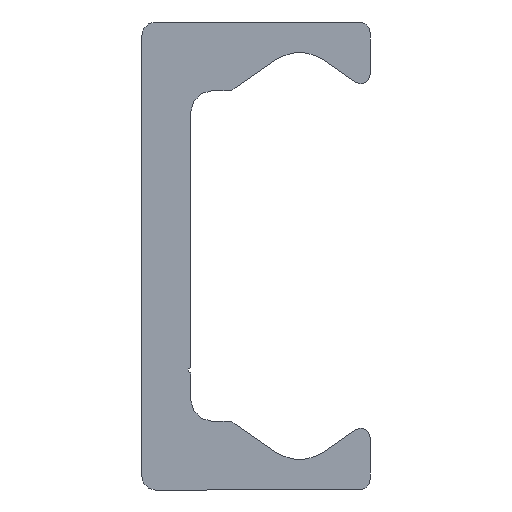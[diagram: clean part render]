
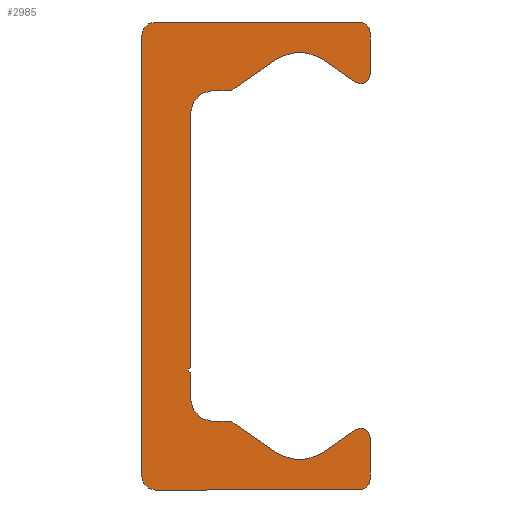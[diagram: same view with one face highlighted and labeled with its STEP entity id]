
A CAD part, left-side view. The second image highlights one B-rep face of the part: STEP entity #2985.
In plain terms, the highlighted planar face has unit normal (-1, 0, 0).
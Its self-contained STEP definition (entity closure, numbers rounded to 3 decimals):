
#1908=CARTESIAN_POINT('',(0.0,9.25,-21.5));
#1909=VERTEX_POINT('',#1908);
#1916=CARTESIAN_POINT('',(0.0,10.5,-20.25));
#1917=VERTEX_POINT('',#1916);
#1918=CARTESIAN_POINT('',(0.0,9.25,-20.25));
#1919=DIRECTION('',(1.0,0.0,0.0));
#1920=DIRECTION('',(0.0,0.0,-1.0));
#1921=AXIS2_PLACEMENT_3D('',#1918,#1919,#1920);
#1922=CIRCLE('',#1921,1.25);
#1923=EDGE_CURVE('',#1909,#1917,#1922,.T.);
#1947=CARTESIAN_POINT('',(0.0,-9.5,-21.5));
#1948=VERTEX_POINT('',#1947);
#1955=CARTESIAN_POINT('',(0.0,-9.5,-21.5));
#1956=DIRECTION('',(0.0,1.0,0.0));
#1957=VECTOR('',#1956,18.75);
#1958=LINE('',#1955,#1957);
#1959=EDGE_CURVE('',#1948,#1909,#1958,.T.);
#1979=CARTESIAN_POINT('',(0.0,-10.5,-20.5));
#1980=VERTEX_POINT('',#1979);
#1987=CARTESIAN_POINT('',(0.0,-9.5,-20.5));
#1988=DIRECTION('',(1.0,0.0,0.0));
#1989=DIRECTION('',(0.0,-1.0,0.0));
#1990=AXIS2_PLACEMENT_3D('',#1987,#1988,#1989);
#1991=CIRCLE('',#1990,1.0);
#1992=EDGE_CURVE('',#1980,#1948,#1991,.T.);
#2011=CARTESIAN_POINT('',(0.0,-10.5,-16.65));
#2012=VERTEX_POINT('',#2011);
#2019=CARTESIAN_POINT('',(0.0,-10.5,-16.65));
#2020=DIRECTION('',(0.0,0.0,-1.0));
#2021=VECTOR('',#2020,3.85);
#2022=LINE('',#2019,#2021);
#2023=EDGE_CURVE('',#2012,#1980,#2022,.T.);
#2043=CARTESIAN_POINT('',(0.0,-9.162,-15.954));
#2044=VERTEX_POINT('',#2043);
#2051=CARTESIAN_POINT('',(0.0,-9.65,-16.65));
#2052=DIRECTION('',(1.0,0.0,0.0));
#2053=DIRECTION('',(0.0,0.574,0.819));
#2054=AXIS2_PLACEMENT_3D('',#2051,#2052,#2053);
#2055=CIRCLE('',#2054,0.85);
#2056=EDGE_CURVE('',#2044,#2012,#2055,.T.);
#2075=CARTESIAN_POINT('',(0.0,-6.294,-17.962));
#2076=VERTEX_POINT('',#2075);
#2083=CARTESIAN_POINT('',(0.0,-6.294,-17.962));
#2084=DIRECTION('',(0.0,-0.819,0.574));
#2085=VECTOR('',#2084,3.501);
#2086=LINE('',#2083,#2085);
#2087=EDGE_CURVE('',#2076,#2044,#2086,.T.);
#2107=CARTESIAN_POINT('',(0.0,-1.706,-17.962));
#2108=VERTEX_POINT('',#2107);
#2115=CARTESIAN_POINT('',(0.0,-4.,-14.685));
#2116=DIRECTION('',(-1.0,0.0,0.0));
#2117=DIRECTION('',(0.0,0.574,0.819));
#2118=AXIS2_PLACEMENT_3D('',#2115,#2116,#2117);
#2119=CIRCLE('',#2118,4.0);
#2120=EDGE_CURVE('',#2108,#2076,#2119,.T.);
#2139=CARTESIAN_POINT('',(0.0,1.981,-15.381));
#2140=VERTEX_POINT('',#2139);
#2147=CARTESIAN_POINT('',(0.0,1.981,-15.381));
#2148=DIRECTION('',(0.0,-0.819,-0.574));
#2149=VECTOR('',#2148,4.5);
#2150=LINE('',#2147,#2149);
#2151=EDGE_CURVE('',#2140,#2108,#2150,.T.);
#2171=CARTESIAN_POINT('',(0.0,2.554,-15.2));
#2172=VERTEX_POINT('',#2171);
#2179=CARTESIAN_POINT('',(0.0,2.554,-16.2));
#2180=DIRECTION('',(1.0,0.0,0.0));
#2181=DIRECTION('',(0.0,0.0,1.0));
#2182=AXIS2_PLACEMENT_3D('',#2179,#2180,#2181);
#2183=CIRCLE('',#2182,1.);
#2184=EDGE_CURVE('',#2172,#2140,#2183,.T.);
#2203=CARTESIAN_POINT('',(0.0,4.0,-15.2));
#2204=VERTEX_POINT('',#2203);
#2211=CARTESIAN_POINT('',(0.0,4.0,-15.2));
#2212=DIRECTION('',(0.0,-1.0,0.0));
#2213=VECTOR('',#2212,1.446);
#2214=LINE('',#2211,#2213);
#2215=EDGE_CURVE('',#2204,#2172,#2214,.T.);
#2235=CARTESIAN_POINT('',(0.0,6.,-13.2));
#2236=VERTEX_POINT('',#2235);
#2243=CARTESIAN_POINT('',(0.0,4.,-13.2));
#2244=DIRECTION('',(-1.0,0.0,0.0));
#2245=DIRECTION('',(0.0,0.0,1.0));
#2246=AXIS2_PLACEMENT_3D('',#2243,#2244,#2245);
#2247=CIRCLE('',#2246,2.0);
#2248=EDGE_CURVE('',#2236,#2204,#2247,.T.);
#2267=CARTESIAN_POINT('',(0.0,6.,-10.75));
#2268=VERTEX_POINT('',#2267);
#2275=CARTESIAN_POINT('',(0.0,6.,-10.75));
#2276=DIRECTION('',(0.0,0.0,-1.0));
#2277=VECTOR('',#2276,2.45);
#2278=LINE('',#2275,#2277);
#2279=EDGE_CURVE('',#2268,#2236,#2278,.T.);
#2299=CARTESIAN_POINT('',(0.0,6.,-10.25));
#2300=VERTEX_POINT('',#2299);
#2307=CARTESIAN_POINT('',(0.0,6.,-10.5));
#2308=DIRECTION('',(-1.0,0.0,0.0));
#2309=DIRECTION('',(0.0,0.0,1.0));
#2310=AXIS2_PLACEMENT_3D('',#2307,#2308,#2309);
#2311=CIRCLE('',#2310,0.25);
#2312=EDGE_CURVE('',#2300,#2268,#2311,.T.);
#2331=CARTESIAN_POINT('',(0.0,6.,13.2));
#2332=VERTEX_POINT('',#2331);
#2339=CARTESIAN_POINT('',(0.0,6.,13.2));
#2340=DIRECTION('',(0.0,0.0,-1.0));
#2341=VECTOR('',#2340,23.45);
#2342=LINE('',#2339,#2341);
#2343=EDGE_CURVE('',#2332,#2300,#2342,.T.);
#2477=CARTESIAN_POINT('',(0.0,4.0,15.2));
#2478=VERTEX_POINT('',#2477);
#2485=CARTESIAN_POINT('',(0.0,4.,13.2));
#2486=DIRECTION('',(-1.0,0.0,0.0));
#2487=DIRECTION('',(0.0,-1.0,0.0));
#2488=AXIS2_PLACEMENT_3D('',#2485,#2486,#2487);
#2489=CIRCLE('',#2488,2.0);
#2490=EDGE_CURVE('',#2478,#2332,#2489,.T.);
#2509=CARTESIAN_POINT('',(0.0,2.554,15.2));
#2510=VERTEX_POINT('',#2509);
#2517=CARTESIAN_POINT('',(0.0,2.554,15.2));
#2518=DIRECTION('',(0.0,1.0,0.0));
#2519=VECTOR('',#2518,1.446);
#2520=LINE('',#2517,#2519);
#2521=EDGE_CURVE('',#2510,#2478,#2520,.T.);
#2541=CARTESIAN_POINT('',(0.0,1.981,15.381));
#2542=VERTEX_POINT('',#2541);
#2549=CARTESIAN_POINT('',(0.0,2.554,16.2));
#2550=DIRECTION('',(1.0,0.0,0.0));
#2551=DIRECTION('',(0.0,-0.574,-0.819));
#2552=AXIS2_PLACEMENT_3D('',#2549,#2550,#2551);
#2553=CIRCLE('',#2552,1.);
#2554=EDGE_CURVE('',#2542,#2510,#2553,.T.);
#2573=CARTESIAN_POINT('',(0.0,-1.706,17.962));
#2574=VERTEX_POINT('',#2573);
#2581=CARTESIAN_POINT('',(0.0,-1.706,17.962));
#2582=DIRECTION('',(0.0,0.819,-0.574));
#2583=VECTOR('',#2582,4.5);
#2584=LINE('',#2581,#2583);
#2585=EDGE_CURVE('',#2574,#2542,#2584,.T.);
#2605=CARTESIAN_POINT('',(0.0,-6.294,17.962));
#2606=VERTEX_POINT('',#2605);
#2613=CARTESIAN_POINT('',(0.0,-4.,14.685));
#2614=DIRECTION('',(-1.0,0.0,0.0));
#2615=DIRECTION('',(0.0,-0.574,-0.819));
#2616=AXIS2_PLACEMENT_3D('',#2613,#2614,#2615);
#2617=CIRCLE('',#2616,4.0);
#2618=EDGE_CURVE('',#2606,#2574,#2617,.T.);
#2637=CARTESIAN_POINT('',(0.0,-9.162,15.954));
#2638=VERTEX_POINT('',#2637);
#2645=CARTESIAN_POINT('',(0.0,-9.162,15.954));
#2646=DIRECTION('',(0.0,0.819,0.574));
#2647=VECTOR('',#2646,3.501);
#2648=LINE('',#2645,#2647);
#2649=EDGE_CURVE('',#2638,#2606,#2648,.T.);
#2669=CARTESIAN_POINT('',(0.0,-10.5,16.65));
#2670=VERTEX_POINT('',#2669);
#2677=CARTESIAN_POINT('',(0.0,-9.65,16.65));
#2678=DIRECTION('',(1.0,0.0,0.0));
#2679=DIRECTION('',(0.0,-1.0,0.0));
#2680=AXIS2_PLACEMENT_3D('',#2677,#2678,#2679);
#2681=CIRCLE('',#2680,0.85);
#2682=EDGE_CURVE('',#2670,#2638,#2681,.T.);
#2701=CARTESIAN_POINT('',(0.0,-10.5,20.5));
#2702=VERTEX_POINT('',#2701);
#2709=CARTESIAN_POINT('',(0.0,-10.5,20.5));
#2710=DIRECTION('',(0.0,0.0,-1.0));
#2711=VECTOR('',#2710,3.85);
#2712=LINE('',#2709,#2711);
#2713=EDGE_CURVE('',#2702,#2670,#2712,.T.);
#2733=CARTESIAN_POINT('',(0.0,-9.5,21.5));
#2734=VERTEX_POINT('',#2733);
#2741=CARTESIAN_POINT('',(0.0,-9.5,20.5));
#2742=DIRECTION('',(1.0,0.0,0.0));
#2743=DIRECTION('',(0.0,0.0,1.0));
#2744=AXIS2_PLACEMENT_3D('',#2741,#2742,#2743);
#2745=CIRCLE('',#2744,1.0);
#2746=EDGE_CURVE('',#2734,#2702,#2745,.T.);
#2765=CARTESIAN_POINT('',(0.0,9.25,21.5));
#2766=VERTEX_POINT('',#2765);
#2773=CARTESIAN_POINT('',(0.0,9.25,21.5));
#2774=DIRECTION('',(0.0,-1.0,0.0));
#2775=VECTOR('',#2774,18.75);
#2776=LINE('',#2773,#2775);
#2777=EDGE_CURVE('',#2766,#2734,#2776,.T.);
#2797=CARTESIAN_POINT('',(0.0,10.5,20.25));
#2798=VERTEX_POINT('',#2797);
#2805=CARTESIAN_POINT('',(0.0,9.25,20.25));
#2806=DIRECTION('',(1.0,0.0,0.0));
#2807=DIRECTION('',(0.0,1.0,0.0));
#2808=AXIS2_PLACEMENT_3D('',#2805,#2806,#2807);
#2809=CIRCLE('',#2808,1.25);
#2810=EDGE_CURVE('',#2798,#2766,#2809,.T.);
#2828=CARTESIAN_POINT('',(0.0,10.5,-20.25));
#2829=DIRECTION('',(0.0,0.0,1.0));
#2830=VECTOR('',#2829,40.5);
#2831=LINE('',#2828,#2830);
#2832=EDGE_CURVE('',#1917,#2798,#2831,.T.);
#2952=CARTESIAN_POINT('',(0.0,2.66,-0.019));
#2953=DIRECTION('',(1.0,0.0,0.0));
#2954=DIRECTION('',(0.0,0.0,-1.0));
#2955=AXIS2_PLACEMENT_3D('',#2952,#2953,#2954);
#2956=PLANE('',#2955);
#2957=ORIENTED_EDGE('',*,*,#2832,.F.);
#2958=ORIENTED_EDGE('',*,*,#1923,.F.);
#2959=ORIENTED_EDGE('',*,*,#1959,.F.);
#2960=ORIENTED_EDGE('',*,*,#1992,.F.);
#2961=ORIENTED_EDGE('',*,*,#2023,.F.);
#2962=ORIENTED_EDGE('',*,*,#2056,.F.);
#2963=ORIENTED_EDGE('',*,*,#2087,.F.);
#2964=ORIENTED_EDGE('',*,*,#2120,.F.);
#2965=ORIENTED_EDGE('',*,*,#2151,.F.);
#2966=ORIENTED_EDGE('',*,*,#2184,.F.);
#2967=ORIENTED_EDGE('',*,*,#2215,.F.);
#2968=ORIENTED_EDGE('',*,*,#2248,.F.);
#2969=ORIENTED_EDGE('',*,*,#2279,.F.);
#2970=ORIENTED_EDGE('',*,*,#2312,.F.);
#2971=ORIENTED_EDGE('',*,*,#2343,.F.);
#2972=ORIENTED_EDGE('',*,*,#2490,.F.);
#2973=ORIENTED_EDGE('',*,*,#2521,.F.);
#2974=ORIENTED_EDGE('',*,*,#2554,.F.);
#2975=ORIENTED_EDGE('',*,*,#2585,.F.);
#2976=ORIENTED_EDGE('',*,*,#2618,.F.);
#2977=ORIENTED_EDGE('',*,*,#2649,.F.);
#2978=ORIENTED_EDGE('',*,*,#2682,.F.);
#2979=ORIENTED_EDGE('',*,*,#2713,.F.);
#2980=ORIENTED_EDGE('',*,*,#2746,.F.);
#2981=ORIENTED_EDGE('',*,*,#2777,.F.);
#2982=ORIENTED_EDGE('',*,*,#2810,.F.);
#2983=EDGE_LOOP('',(#2957,#2958,#2959,#2960,#2961,#2962,#2963,#2964,#2965,#2966,#2967,#2968,#2969,#2970,#2971,#2972,#2973,#2974,#2975,#2976,#2977,#2978,#2979,#2980,#2981,#2982));
#2984=FACE_OUTER_BOUND('',#2983,.T.);
#2985=ADVANCED_FACE('',(#2984),#2956,.F.);
